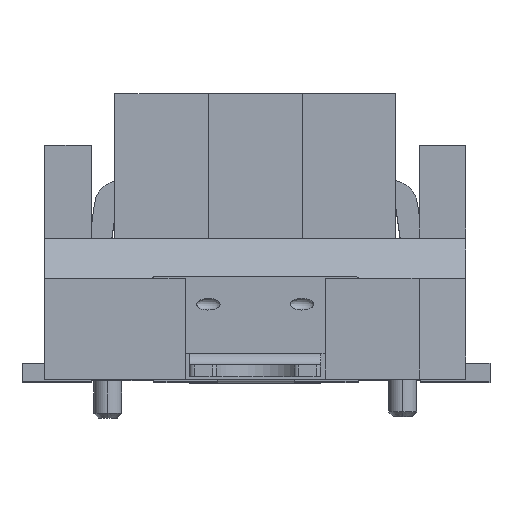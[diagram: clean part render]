
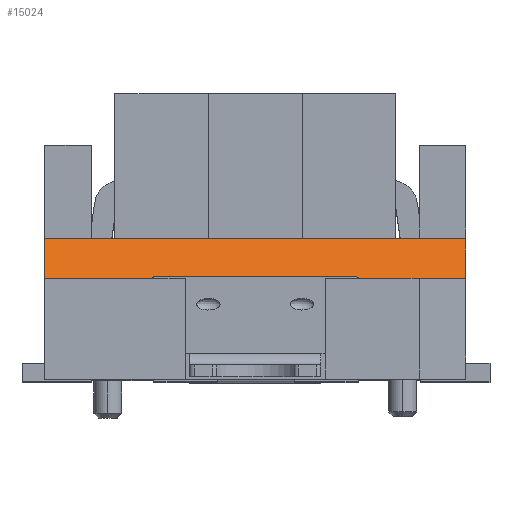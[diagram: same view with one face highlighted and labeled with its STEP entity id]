
A CAD part, top view. The second image highlights one B-rep face of the part: STEP entity #15024.
In plain terms, the highlighted planar face has unit normal (0, 0.707, 0.707).
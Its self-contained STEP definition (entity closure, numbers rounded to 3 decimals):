
#870=DIRECTION('',(-1.,0.,0.));
#871=VECTOR('',#870,9.);
#872=CARTESIAN_POINT('',(4.5,-0.05,3.45));
#873=LINE('',#872,#871);
#910=DIRECTION('',(0.,-0.707,0.707));
#911=VECTOR('',#910,1.202);
#912=CARTESIAN_POINT('',(4.5,-0.05,3.45));
#913=LINE('',#912,#911);
#1442=DIRECTION('',(-1.,0.,0.));
#1443=VECTOR('',#1442,9.);
#1444=CARTESIAN_POINT('',(4.5,-0.9,4.3));
#1445=LINE('',#1444,#1443);
#2121=DIRECTION('',(0.,-0.707,0.707));
#2122=VECTOR('',#2121,1.202);
#2123=CARTESIAN_POINT('',(-4.5,-0.05,3.45));
#2124=LINE('',#2123,#2122);
#11802=CARTESIAN_POINT('',(-4.5,-0.9,4.3));
#11803=VERTEX_POINT('',#11802);
#11804=CARTESIAN_POINT('',(-4.5,-0.05,3.45));
#11805=VERTEX_POINT('',#11804);
#12456=CARTESIAN_POINT('',(4.5,-0.9,4.3));
#12457=VERTEX_POINT('',#12456);
#12458=CARTESIAN_POINT('',(4.5,-0.05,3.45));
#12459=VERTEX_POINT('',#12458);
#15010=CARTESIAN_POINT('',(0.,-0.475,3.875));
#15011=DIRECTION('',(0.,0.707,0.707));
#15012=DIRECTION('',(0.,-0.707,0.707));
#15013=AXIS2_PLACEMENT_3D('',#15010,#15011,#15012);
#15014=PLANE('',#15013);
#15016=ORIENTED_EDGE('',*,*,#15015,.T.);
#15018=ORIENTED_EDGE('',*,*,#15017,.T.);
#15020=ORIENTED_EDGE('',*,*,#15019,.F.);
#15021=ORIENTED_EDGE('',*,*,#14993,.F.);
#15022=EDGE_LOOP('',(#15016,#15018,#15020,#15021));
#15023=FACE_OUTER_BOUND('',#15022,.F.);
#14993=EDGE_CURVE('',#12459,#11805,#873,.T.);
#15015=EDGE_CURVE('',#12459,#12457,#913,.T.);
#15017=EDGE_CURVE('',#12457,#11803,#1445,.T.);
#15019=EDGE_CURVE('',#11805,#11803,#2124,.T.);
#15024=ADVANCED_FACE('',(#15023),#15014,.T.);
